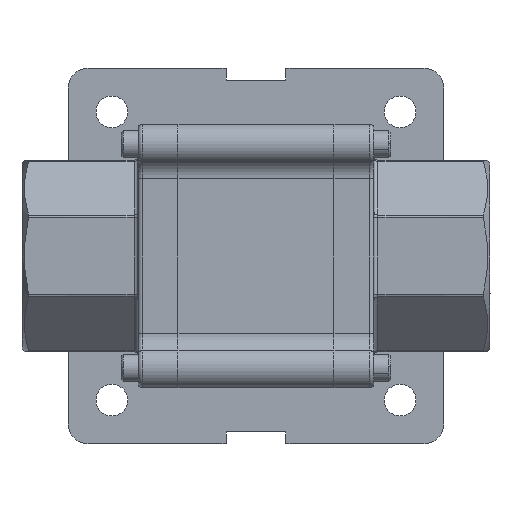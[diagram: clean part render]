
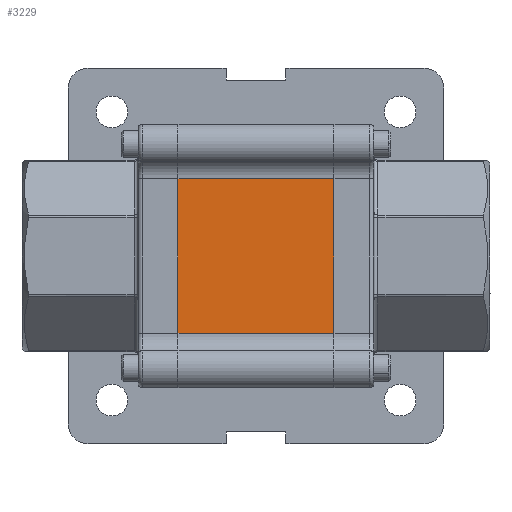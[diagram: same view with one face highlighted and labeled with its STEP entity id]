
A CAD part, front view. The second image highlights one B-rep face of the part: STEP entity #3229.
In plain terms, the highlighted planar face has unit normal (0, -1, 0).
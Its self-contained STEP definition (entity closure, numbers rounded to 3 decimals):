
#1652 = VERTEX_POINT ( 'NONE', #31915 ) ;
#3038 = CARTESIAN_POINT ( 'NONE',  ( 19.517, -28., 19.34 ) ) ;
#3229 = ADVANCED_FACE ( 'NONE', ( #64784 ), #6829, .F. ) ;
#6829 = PLANE ( 'NONE',  #44571 ) ;
#11531 = DIRECTION ( 'NONE',  ( 0., 0., 1. ) ) ;
#11645 = VERTEX_POINT ( 'NONE', #37419 ) ;
#12375 = LINE ( 'NONE', #19547, #47174 ) ;
#15796 = EDGE_LOOP ( 'NONE', ( #55393, #37475, #60058, #64482 ) ) ;
#16960 = CARTESIAN_POINT ( 'NONE',  ( -19.517, -28., -19.34 ) ) ;
#19547 = CARTESIAN_POINT ( 'NONE',  ( -19.517, -28., 19.34 ) ) ;
#24956 = LINE ( 'NONE', #45247, #44446 ) ;
#26283 = CARTESIAN_POINT ( 'NONE',  ( 112.855, -28., 19.34 ) ) ;
#27198 = EDGE_CURVE ( 'NONE', #41700, #1652, #80012, .T. ) ;
#30427 = EDGE_CURVE ( 'NONE', #41700, #11645, #66249, .T. ) ;
#31915 = CARTESIAN_POINT ( 'NONE',  ( 19.517, -28., -19.34 ) ) ;
#32968 = DIRECTION ( 'NONE',  ( -1., 0., 0. ) ) ;
#37419 = CARTESIAN_POINT ( 'NONE',  ( -19.517, -28., 19.34 ) ) ;
#37475 = ORIENTED_EDGE ( 'NONE', *, *, #30427, .T. ) ;
#39563 = VECTOR ( 'NONE', #77666, 1000. ) ;
#41700 = VERTEX_POINT ( 'NONE', #70061 ) ;
#44446 = VECTOR ( 'NONE', #32968, 1000. ) ;
#44571 = AXIS2_PLACEMENT_3D ( 'NONE', #26283, #52070, #11531 ) ;
#45247 = CARTESIAN_POINT ( 'NONE',  ( 112.855, -28., -19.34 ) ) ;
#47174 = VECTOR ( 'NONE', #65222, 1000. ) ;
#50238 = VERTEX_POINT ( 'NONE', #16960 ) ;
#52070 = DIRECTION ( 'NONE',  ( 0., 1., 0. ) ) ;
#55393 = ORIENTED_EDGE ( 'NONE', *, *, #27198, .F. ) ;
#60058 = ORIENTED_EDGE ( 'NONE', *, *, #68976, .T. ) ;
#64482 = ORIENTED_EDGE ( 'NONE', *, *, #70374, .F. ) ;
#64784 = FACE_OUTER_BOUND ( 'NONE', #15796, .T. ) ;
#65222 = DIRECTION ( 'NONE',  ( 0., 0., -1. ) ) ;
#66249 = LINE ( 'NONE', #78920, #39563 ) ;
#68976 = EDGE_CURVE ( 'NONE', #11645, #50238, #12375, .T. ) ;
#70061 = CARTESIAN_POINT ( 'NONE',  ( 19.517, -28., 19.34 ) ) ;
#70374 = EDGE_CURVE ( 'NONE', #1652, #50238, #24956, .T. ) ;
#74088 = DIRECTION ( 'NONE',  ( 0., 0., -1. ) ) ;
#77274 = VECTOR ( 'NONE', #74088, 1000. ) ;
#77666 = DIRECTION ( 'NONE',  ( -1., 0., 0. ) ) ;
#78920 = CARTESIAN_POINT ( 'NONE',  ( 112.855, -28., 19.34 ) ) ;
#80012 = LINE ( 'NONE', #3038, #77274 ) ;
